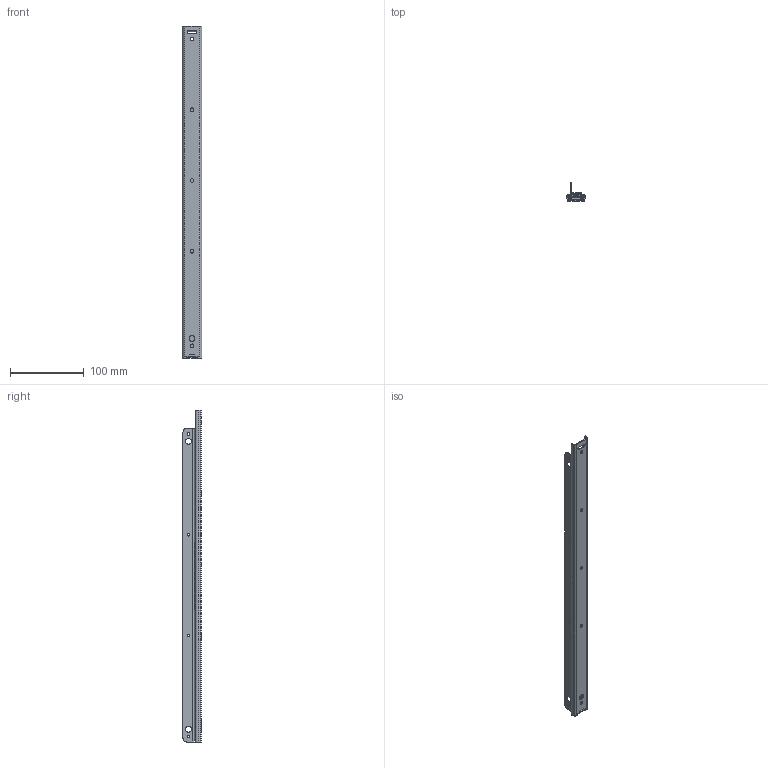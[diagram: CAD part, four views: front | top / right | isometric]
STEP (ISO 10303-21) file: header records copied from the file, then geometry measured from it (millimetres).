
FILE_DESCRIPTION((''),'2;1');
FILE_NAME('109-052_ASM','2015-05-04T',('w.jans'),(''),'PRO/ENGINEER BY PARAMETRIC TECHNOLOGY CORPORATION, 2003450','PRO/ENGINEER BY PARAMETRIC TECHNOLOGY CORPORATION, 2003450','');
FILE_SCHEMA(('CONFIG_CONTROL_DESIGN'));
Length unit declared in the file: millimetre
Products named in the file (10): 109-052-SKEL; 511-09-052-EMS1; 511-09-052-EMS1_ASM; 515-3XX-052EMS; 911-080; 515-3XX-052EMS_ASM; 513-09-052-EMS3; 516-009; 513-09-052-EMS3_ASM; 109-052_ASM
Assembly tree (24 placements, depth 3):
  109-052_ASM
    109-052-SKEL
    511-09-052-EMS1_ASM
      511-09-052-EMS1
    515-3XX-052EMS_ASM
      515-3XX-052EMS
      911-080  x16
    513-09-052-EMS3_ASM
      513-09-052-EMS3
      516-009
Bounding box: 27 x 24.5 x 450 mm (x, y, z)
Volume: 50682.7 mm3; surface area: 89009.5 mm2
Topology: 20 solids, 20 shells, 407 faces, 1125 edges, 686 vertices
Faces by surface type: plane 231, cylinder 144, sphere 32
Entity records: 12422 total; most frequent: CARTESIAN_POINT 2181, DIRECTION 2169, ORIENTED_EDGE 2062, EDGE_CURVE 1031, VECTOR 731, LINE 731, AXIS2_PLACEMENT_3D 719, VERTEX_POINT 656
